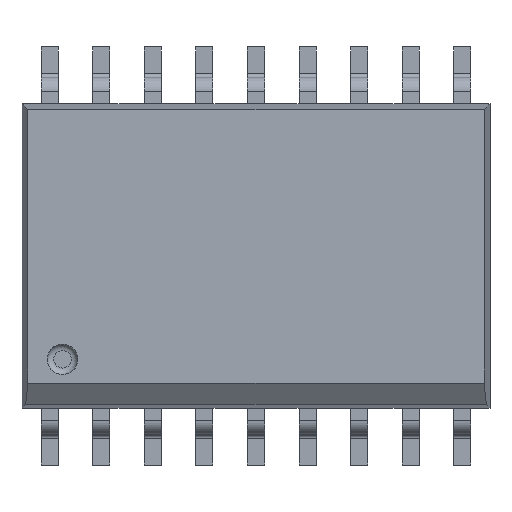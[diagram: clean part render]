
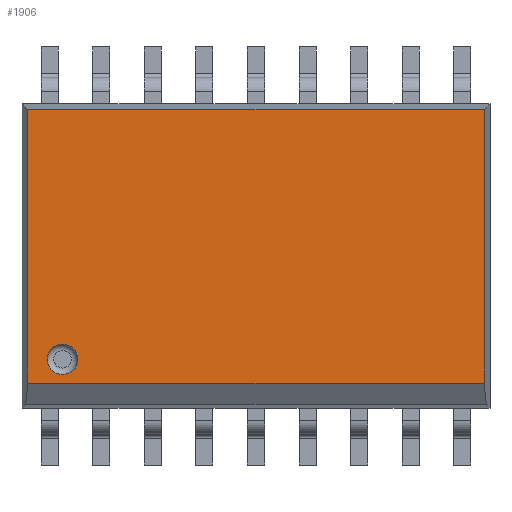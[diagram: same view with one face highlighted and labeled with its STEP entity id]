
A CAD part, top view. The second image highlights one B-rep face of the part: STEP entity #1906.
In plain terms, the highlighted planar face has unit normal (0, 0, 1).
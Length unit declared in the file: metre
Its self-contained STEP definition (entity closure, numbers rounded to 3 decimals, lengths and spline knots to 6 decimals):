
#1094 = EDGE_CURVE( '', #3158, #3159, #3160, .T. );
#1552 = EDGE_CURVE( '', #3901, #3901, #3902, .T. );
#1906 = ADVANCED_FACE( '', ( #4410, #4411 ), #4412, .F. );
#1918 = EDGE_CURVE( '', #3159, #4428, #4429, .T. );
#2360 = EDGE_CURVE( '', #3607, #3158, #4973, .T. );
#2582 = EDGE_CURVE( '', #4428, #3607, #5245, .T. );
#3158 = VERTEX_POINT( '', #5921 );
#3159 = VERTEX_POINT( '', #5922 );
#3160 = LINE( '', #5923, #5924 );
#3607 = VERTEX_POINT( '', #6531 );
#3901 = VERTEX_POINT( '', #6948 );
#3902 = CIRCLE( '', #6949, 0.000375 );
#4410 = FACE_BOUND( '', #7694, .T. );
#4411 = FACE_OUTER_BOUND( '', #7695, .T. );
#4412 = PLANE( '', #7696 );
#4428 = VERTEX_POINT( '', #7719 );
#4429 = LINE( '', #7720, #7721 );
#4973 = LINE( '', #8568, #8569 );
#5245 = LINE( '', #8972, #8973 );
#5921 = CARTESIAN_POINT( '', ( -0.005619, -0.003134, 0.00265 ) );
#5922 = CARTESIAN_POINT( '', ( 0.005619, -0.003134, 0.00265 ) );
#5923 = CARTESIAN_POINT( '', ( 0.005765, -0.003134, 0.00265 ) );
#5924 = VECTOR( '', #9834, 1. );
#6531 = CARTESIAN_POINT( '', ( -0.005619, 0.003604, 0.00265 ) );
#6948 = CARTESIAN_POINT( '', ( -0.00439, -0.00255, 0.00265 ) );
#6949 = AXIS2_PLACEMENT_3D( '', #10674, #10675, #10676 );
#7694 = EDGE_LOOP( '', ( #11309 ) );
#7695 = EDGE_LOOP( '', ( #11310, #11311, #11312, #11313 ) );
#7696 = AXIS2_PLACEMENT_3D( '', #11314, #11315, #11316 );
#7719 = CARTESIAN_POINT( '', ( 0.005619, 0.003604, 0.00265 ) );
#7720 = CARTESIAN_POINT( '', ( 0.005619, 0.00375, 0.00265 ) );
#7721 = VECTOR( '', #11336, 1. );
#8568 = CARTESIAN_POINT( '', ( -0.005619, -0.003134, 0.00265 ) );
#8569 = VECTOR( '', #12066, 1. );
#8972 = CARTESIAN_POINT( '', ( 0., 0.003604, 0.00265 ) );
#8973 = VECTOR( '', #12504, 1. );
#9834 = DIRECTION( '', ( 1., 0., 0. ) );
#10674 = CARTESIAN_POINT( '', ( -0.004765, -0.00255, 0.00265 ) );
#10675 = DIRECTION( '', ( 0., 0., 1. ) );
#10676 = DIRECTION( '', ( 1., 0., 0. ) );
#11309 = ORIENTED_EDGE( '', *, *, #1552, .F. );
#11310 = ORIENTED_EDGE( '', *, *, #2582, .T. );
#11311 = ORIENTED_EDGE( '', *, *, #2360, .T. );
#11312 = ORIENTED_EDGE( '', *, *, #1094, .T. );
#11313 = ORIENTED_EDGE( '', *, *, #1918, .T. );
#11314 = CARTESIAN_POINT( '', ( 0., 0.00375, 0.00265 ) );
#11315 = DIRECTION( '', ( 0., 0., -1. ) );
#11316 = DIRECTION( '', ( 0., -1., 0. ) );
#11336 = DIRECTION( '', ( 0., 1., 0. ) );
#12066 = DIRECTION( '', ( 0., -1., 0. ) );
#12504 = DIRECTION( '', ( -1., 0., 0. ) );
